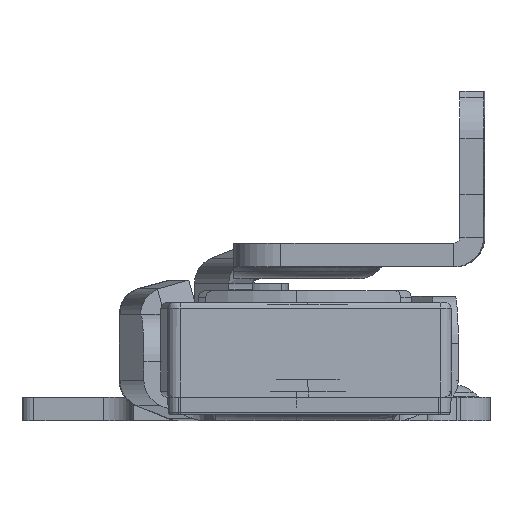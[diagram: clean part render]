
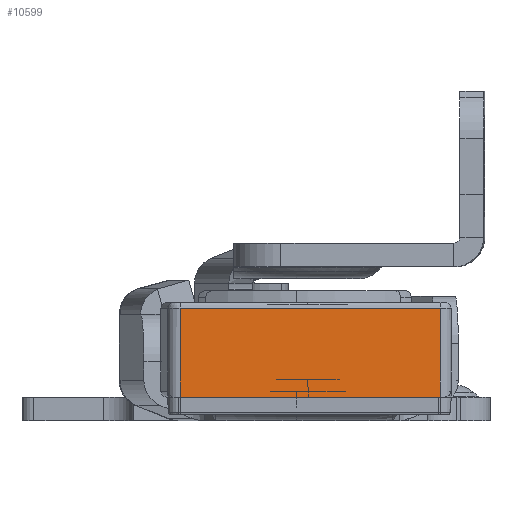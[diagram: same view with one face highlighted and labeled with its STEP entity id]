
A CAD part, left-side view. The second image highlights one B-rep face of the part: STEP entity #10599.
In plain terms, the highlighted face is planar.
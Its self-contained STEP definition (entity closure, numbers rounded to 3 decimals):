
#596 = CARTESIAN_POINT ( 'NONE',  ( 10., 11., 0.5 ) ) ;
#1214 = ORIENTED_EDGE ( 'NONE', *, *, #13160, .T. ) ;
#1501 = DIRECTION ( 'NONE',  ( 0., 0., -1. ) ) ;
#2685 = CARTESIAN_POINT ( 'NONE',  ( 10., -11., 8. ) ) ;
#3022 = EDGE_CURVE ( 'NONE', #13136, #3958, #5962, .T. ) ;
#3485 = DIRECTION ( 'NONE',  ( 1., 0., 0. ) ) ;
#3958 = VERTEX_POINT ( 'NONE', #7650 ) ;
#4229 = ORIENTED_EDGE ( 'NONE', *, *, #3022, .T. ) ;
#4382 = CARTESIAN_POINT ( 'NONE',  ( 10., 11., 8. ) ) ;
#4522 = EDGE_CURVE ( 'NONE', #15408, #11361, #4642, .T. ) ;
#4642 = LINE ( 'NONE', #11854, #6587 ) ;
#5560 = LINE ( 'NONE', #4382, #14198 ) ;
#5962 = LINE ( 'NONE', #2685, #8431 ) ;
#6005 = AXIS2_PLACEMENT_3D ( 'NONE', #13193, #3485, #14450 ) ;
#6119 = VECTOR ( 'NONE', #13679, 1000. ) ;
#6465 = LINE ( 'NONE', #11333, #6119 ) ;
#6587 = VECTOR ( 'NONE', #13100, 1000. ) ;
#7455 = CARTESIAN_POINT ( 'NONE',  ( 10., 11., 8. ) ) ;
#7650 = CARTESIAN_POINT ( 'NONE',  ( 10., -11., 0.5 ) ) ;
#8337 = FACE_OUTER_BOUND ( 'NONE', #10605, .T. ) ;
#8431 = VECTOR ( 'NONE', #1501, 1000. ) ;
#8658 = ORIENTED_EDGE ( 'NONE', *, *, #4522, .F. ) ;
#9679 = PLANE ( 'NONE',  #6005 ) ;
#9967 = EDGE_CURVE ( 'NONE', #15408, #13136, #5560, .T. ) ;
#10599 = ADVANCED_FACE ( 'NONE', ( #8337 ), #9679, .T. ) ;
#10605 = EDGE_LOOP ( 'NONE', ( #4229, #1214, #8658, #13257 ) ) ;
#11109 = CARTESIAN_POINT ( 'NONE',  ( 10., -11., 8. ) ) ;
#11333 = CARTESIAN_POINT ( 'NONE',  ( 10., 11., 0.5 ) ) ;
#11361 = VERTEX_POINT ( 'NONE', #596 ) ;
#11854 = CARTESIAN_POINT ( 'NONE',  ( 10., 11., 8. ) ) ;
#13100 = DIRECTION ( 'NONE',  ( 0., 0., -1. ) ) ;
#13136 = VERTEX_POINT ( 'NONE', #11109 ) ;
#13160 = EDGE_CURVE ( 'NONE', #3958, #11361, #6465, .T. ) ;
#13193 = CARTESIAN_POINT ( 'NONE',  ( 10., 11., 8. ) ) ;
#13257 = ORIENTED_EDGE ( 'NONE', *, *, #9967, .T. ) ;
#13679 = DIRECTION ( 'NONE',  ( 0., 1., 0. ) ) ;
#13706 = DIRECTION ( 'NONE',  ( 0., -1., 0. ) ) ;
#14198 = VECTOR ( 'NONE', #13706, 1000. ) ;
#14450 = DIRECTION ( 'NONE',  ( 0., 0., -1. ) ) ;
#15408 = VERTEX_POINT ( 'NONE', #7455 ) ;
